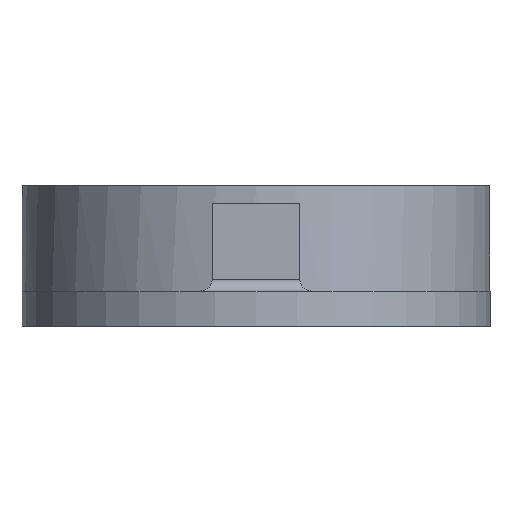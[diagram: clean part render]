
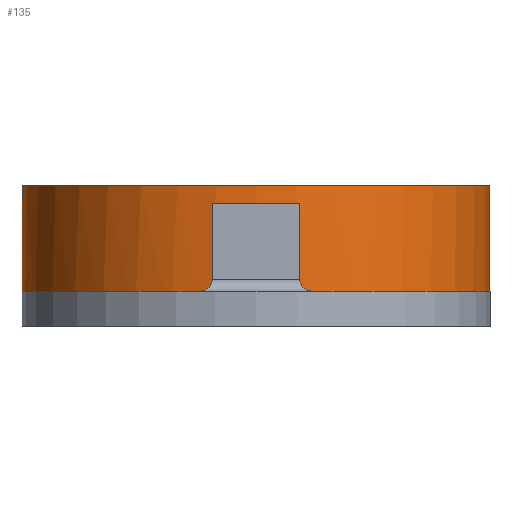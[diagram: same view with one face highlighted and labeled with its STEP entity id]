
A CAD part, left-side view. The second image highlights one B-rep face of the part: STEP entity #135.
In plain terms, the highlighted cylindrical face has radius 20 mm (diameter 40 mm), a full revolution.
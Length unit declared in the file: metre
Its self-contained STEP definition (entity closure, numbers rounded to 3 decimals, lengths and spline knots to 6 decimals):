
#135 = ADVANCED_FACE( '', ( #287, #288 ), #289, .T. );
#287 = FACE_OUTER_BOUND( '', #451, .T. );
#288 = FACE_OUTER_BOUND( '', #452, .T. );
#289 = CYLINDRICAL_SURFACE( '', #453, 0.02 );
#451 = EDGE_LOOP( '', ( #740 ) );
#452 = EDGE_LOOP( '', ( #741, #742, #743, #744 ) );
#453 = AXIS2_PLACEMENT_3D( '', #745, #746, #747 );
#740 = ORIENTED_EDGE( '', *, *, #979, .T. );
#741 = ORIENTED_EDGE( '', *, *, #872, .T. );
#742 = ORIENTED_EDGE( '', *, *, #913, .F. );
#743 = ORIENTED_EDGE( '', *, *, #942, .F. );
#744 = ORIENTED_EDGE( '', *, *, #980, .F. );
#745 = CARTESIAN_POINT( '', ( 0.042346, 0., 0.012 ) );
#746 = DIRECTION( '', ( 0., 0., 1. ) );
#747 = DIRECTION( '', ( -1., 0., 0. ) );
#872 = EDGE_CURVE( '', #1019, #1017, #1020, .T. );
#913 = EDGE_CURVE( '', #1086, #1017, #1088, .T. );
#942 = EDGE_CURVE( '', #1130, #1086, #1132, .T. );
#979 = EDGE_CURVE( '', #1181, #1181, #1182, .T. );
#980 = EDGE_CURVE( '', #1019, #1130, #1183, .T. );
#1017 = VERTEX_POINT( '', #1237 );
#1019 = VERTEX_POINT( '', #1240 );
#1020 = LINE( '', #1241, #1242 );
#1086 = VERTEX_POINT( '', #1335 );
#1088 = CIRCLE( '', #1338, 0.02 );
#1130 = VERTEX_POINT( '', #1389 );
#1132 = LINE( '', #1392, #1393 );
#1181 = VERTEX_POINT( '', #1472 );
#1182 = CIRCLE( '', #1473, 0.02 );
#1183 = CIRCLE( '', #1474, 0.02 );
#1237 = CARTESIAN_POINT( '', ( 0.061833, 0.0045, 0.003 ) );
#1240 = CARTESIAN_POINT( '', ( 0.061833, 0.0045, 0.012 ) );
#1241 = CARTESIAN_POINT( '', ( 0.061833, 0.0045, 0.012 ) );
#1242 = VECTOR( '', #1507, 1. );
#1335 = CARTESIAN_POINT( '', ( 0.061833, -0.0045, 0.003 ) );
#1338 = AXIS2_PLACEMENT_3D( '', #1552, #1553, #1554 );
#1389 = CARTESIAN_POINT( '', ( 0.061833, -0.0045, 0.012 ) );
#1392 = CARTESIAN_POINT( '', ( 0.061833, -0.0045, 0.012 ) );
#1393 = VECTOR( '', #1598, 1. );
#1472 = CARTESIAN_POINT( '', ( 0.062346, 0., 0. ) );
#1473 = AXIS2_PLACEMENT_3D( '', #1638, #1639, #1640 );
#1474 = AXIS2_PLACEMENT_3D( '', #1641, #1642, #1643 );
#1507 = DIRECTION( '', ( 0., 0., -1. ) );
#1552 = CARTESIAN_POINT( '', ( 0.042346, 0., 0.003 ) );
#1553 = DIRECTION( '', ( 0., 0., 1. ) );
#1554 = DIRECTION( '', ( 1., 0., 0. ) );
#1598 = DIRECTION( '', ( 0., 0., -1. ) );
#1638 = CARTESIAN_POINT( '', ( 0.042346, 0., 0. ) );
#1639 = DIRECTION( '', ( 0., 0., 1. ) );
#1640 = DIRECTION( '', ( 1., 0., 0. ) );
#1641 = CARTESIAN_POINT( '', ( 0.042346, 0., 0.012 ) );
#1642 = DIRECTION( '', ( 0., 0., 1. ) );
#1643 = DIRECTION( '', ( 1., 0., 0. ) );
